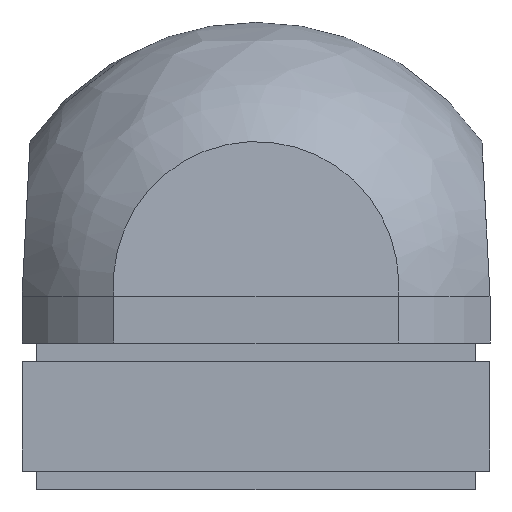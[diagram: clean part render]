
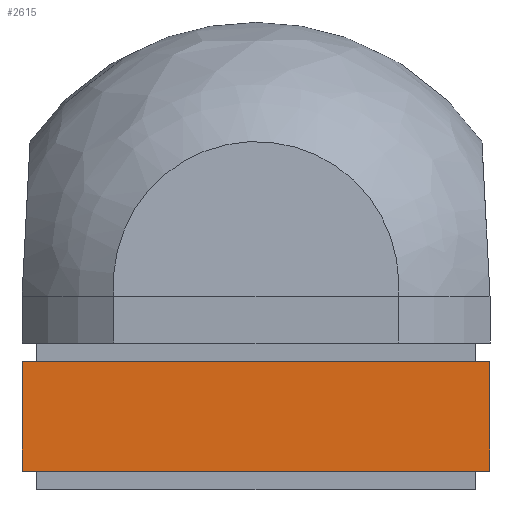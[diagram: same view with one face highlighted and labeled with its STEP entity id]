
A CAD part, front view. The second image highlights one B-rep face of the part: STEP entity #2615.
In plain terms, the highlighted face is planar.
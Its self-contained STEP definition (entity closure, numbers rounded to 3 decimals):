
#19 = DIRECTION ( 'NONE',  ( -1., 0., 0. ) ) ;
#32 = DIRECTION ( 'NONE',  ( 0., 0., 1. ) ) ;
#144 = DIRECTION ( 'NONE',  ( 0., 0., 1. ) ) ;
#182 = EDGE_CURVE ( 'NONE', #2018, #2383, #433, .T. ) ;
#297 = VERTEX_POINT ( 'NONE', #2942 ) ;
#410 = CARTESIAN_POINT ( 'NONE',  ( -0.8, 0., 0.8 ) ) ;
#433 = LINE ( 'NONE', #802, #2193 ) ;
#682 = LINE ( 'NONE', #410, #1650 ) ;
#802 = CARTESIAN_POINT ( 'NONE',  ( -0.8, 0.375, -0.8 ) ) ;
#891 = VECTOR ( 'NONE', #1433, 1000. ) ;
#1049 = LINE ( 'NONE', #2788, #1556 ) ;
#1066 = DIRECTION ( 'NONE',  ( 0., 0., -1. ) ) ;
#1090 = EDGE_CURVE ( 'NONE', #297, #1275, #1049, .T. ) ;
#1178 = EDGE_CURVE ( 'NONE', #2018, #1275, #682, .T. ) ;
#1232 = DIRECTION ( 'NONE',  ( 0., -1., 0. ) ) ;
#1259 = AXIS2_PLACEMENT_3D ( 'NONE', #2419, #19, #32 ) ;
#1275 = VERTEX_POINT ( 'NONE', #2817 ) ;
#1433 = DIRECTION ( 'NONE',  ( 0., -1., 0. ) ) ;
#1491 = ORIENTED_EDGE ( 'NONE', *, *, #2504, .T. ) ;
#1556 = VECTOR ( 'NONE', #144, 1000. ) ;
#1650 = VECTOR ( 'NONE', #1232, 1000. ) ;
#1746 = ORIENTED_EDGE ( 'NONE', *, *, #1178, .F. ) ;
#2018 = VERTEX_POINT ( 'NONE', #2395 ) ;
#2096 = CARTESIAN_POINT ( 'NONE',  ( -0.8, 0.375, -0.8 ) ) ;
#2193 = VECTOR ( 'NONE', #1066, 1000. ) ;
#2214 = ORIENTED_EDGE ( 'NONE', *, *, #1090, .T. ) ;
#2383 = VERTEX_POINT ( 'NONE', #2096 ) ;
#2395 = CARTESIAN_POINT ( 'NONE',  ( -0.8, 0.375, 0.8 ) ) ;
#2419 = CARTESIAN_POINT ( 'NONE',  ( -0.8, 0., -0.8 ) ) ;
#2504 = EDGE_CURVE ( 'NONE', #2383, #297, #2965, .T. ) ;
#2534 = ORIENTED_EDGE ( 'NONE', *, *, #182, .T. ) ;
#2545 = EDGE_LOOP ( 'NONE', ( #1491, #2214, #1746, #2534 ) ) ;
#2615 = ADVANCED_FACE ( 'NONE', ( #3365 ), #2935, .T. ) ;
#2716 = CARTESIAN_POINT ( 'NONE',  ( -0.8, 0., -0.8 ) ) ;
#2788 = CARTESIAN_POINT ( 'NONE',  ( -0.8, 0., 0. ) ) ;
#2817 = CARTESIAN_POINT ( 'NONE',  ( -0.8, 0., 0.8 ) ) ;
#2935 = PLANE ( 'NONE',  #1259 ) ;
#2942 = CARTESIAN_POINT ( 'NONE',  ( -0.8, 0., -0.8 ) ) ;
#2965 = LINE ( 'NONE', #2716, #891 ) ;
#3365 = FACE_OUTER_BOUND ( 'NONE', #2545, .T. ) ;
